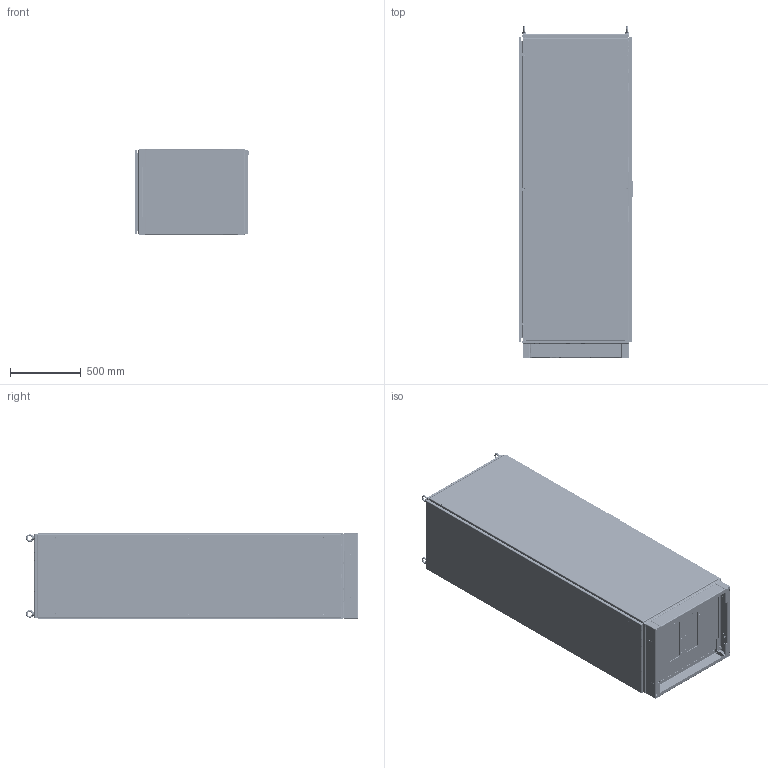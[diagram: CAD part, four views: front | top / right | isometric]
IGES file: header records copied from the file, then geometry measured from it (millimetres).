
Start section: SolidWorks IGES file using analytic representation for surfaces
Global section: file name: 6228.IGS; native system: SolidWorks 2016; preprocessor: SolidWorks 2016; author: user3; date: 200925.155451; units: millimetre
Bounding box: 805.75 x 2340.47 x 613 mm (x, y, z)
Surface area: 25899645.8 mm2 (no closed solid volume)
Topology: 0 solids, 0 shells, 22852 faces, 327906 edges, 327866 vertices
Faces by surface type: bspline 14123, revolution 8729
